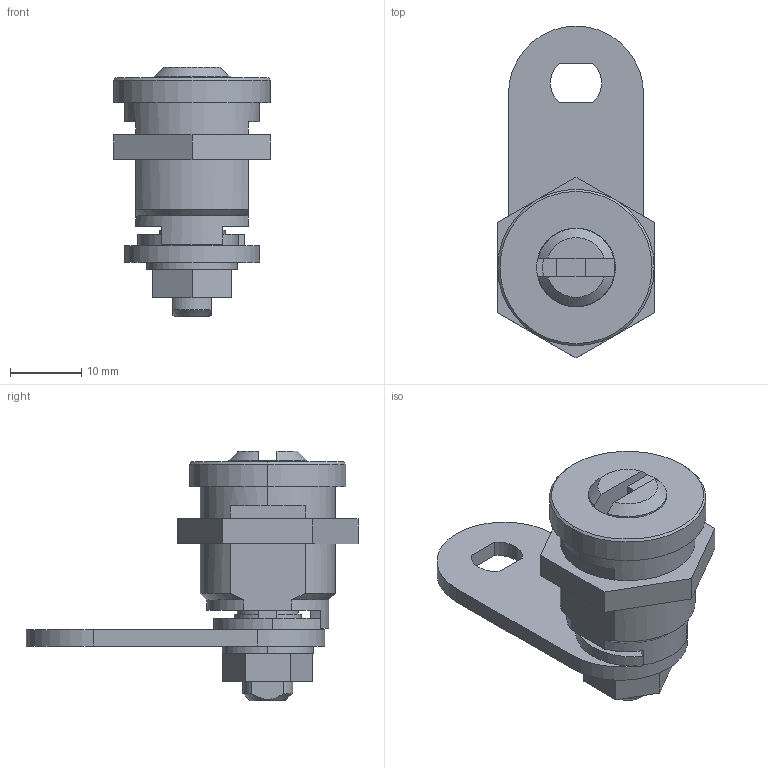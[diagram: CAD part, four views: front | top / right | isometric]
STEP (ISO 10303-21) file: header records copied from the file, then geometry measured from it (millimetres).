
FILE_DESCRIPTION (( 'STEP AP203' ), '1' );
FILE_NAME ('C-365.STEP', '2009-11-02T05:59:59', ( ' ' ), ( ' ' ), 'SwSTEP 2.0', 'SolidWorks 2007', '' );
FILE_SCHEMA (( 'CONFIG_CONTROL_DESIGN' ));
Length unit declared in the file: millimetre
Products named in the file (8): C-365儘乕僞乕__棉太倌; C-365僴僂僕儞僌__棉太倌; C-365取付ナット__ﾃﾞﾌｫﾙﾄ; C-365; C-365僇儉__棉太倌; C-365帟晅嵗嬥__棉太倌; C-365M7僫僢僩__棉太倌; C-365巭傔嬥__棉太倌
Assembly tree (7 placements, depth 2):
  C-365
    C-365取付ナット__ﾃﾞﾌｫﾙﾄ
    C-365M7僫僢僩__棉太倌
    C-365帟晅嵗嬥__棉太倌
    C-365僴僂僕儞僌__棉太倌
    C-365儘乕僞乕__棉太倌
    C-365巭傔嬥__棉太倌
    C-365僇儉__棉太倌
Bounding box: 22 x 46.7 x 35.1 mm (x, y, z)
Volume: 8566.3 mm3; surface area: 7290.6 mm2
Topology: 7 solids, 7 shells, 154 faces, 408 edges, 270 vertices
Faces by surface type: plane 100, cylinder 46, cone 8
Entity records: 5678 total; most frequent: CARTESIAN_POINT 894, DIRECTION 832, ORIENTED_EDGE 816, EDGE_CURVE 408, VECTOR 288, LINE 288, AXIS2_PLACEMENT_3D 272, VERTEX_POINT 270
